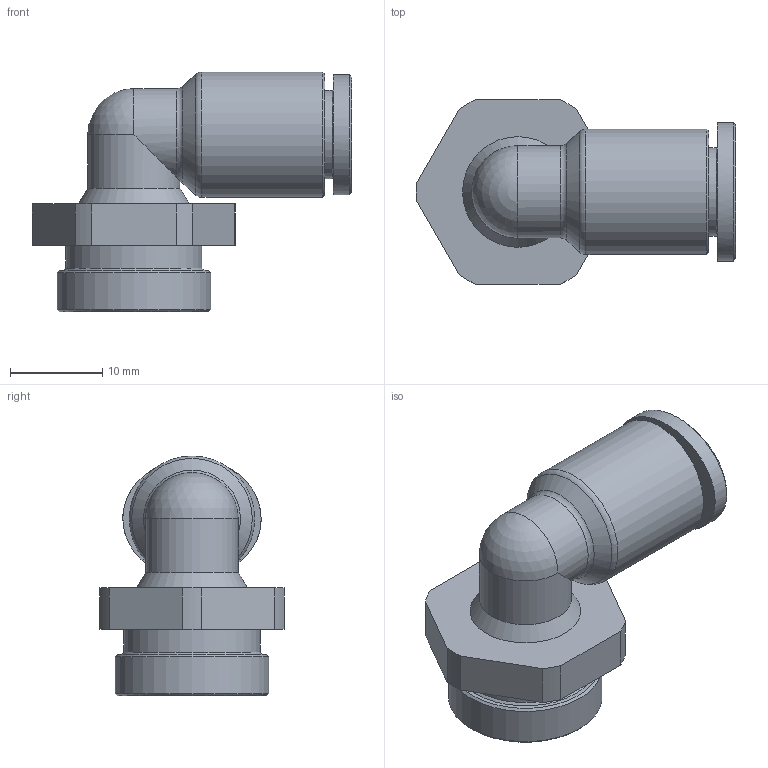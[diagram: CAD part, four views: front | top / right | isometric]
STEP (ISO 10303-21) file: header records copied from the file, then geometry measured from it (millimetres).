
FILE_DESCRIPTION(/* description */ ('Unknown'),/* implementation_level */ '2;1');
FILE_NAME(/* name */ 'P4G.08.3;8',/* time_stamp */ '2018-10-26T16:03:06-04:00',/* author */ ('Unknown'),/* organization */ ('Unknown'),/* preprocessor_version */ 'ST-DEVELOPER v16.7',/* originating_system */ 'DEX',/* authorisation */ $);
FILE_SCHEMA (('AUTOMOTIVE_DESIGN {1 0 10303 214 3 1 1}'));
Length unit declared in the file: millimetre
Products named in the file (1): P4G.08.3;8
Bounding box: 34.59 x 20 x 26.02 mm (x, y, z)
Volume: 4602.6 mm3; surface area: 3733 mm2
Topology: 1 solids, 1 shells, 413 faces, 1154 edges, 766 vertices
Faces by surface type: plane 349, cylinder 35, bspline 14, cone 12, torus 2, sphere 1
Full cylindrical faces by diameter (mm): 5.3 x1, 8.2 x1, 9.6 x1, 10 x1, 11 x1, 13.6 x1, 14.75 x1, 16.662 x1, 18.8 x1
Entity records: 16128 total; most frequent: CARTESIAN_POINT 2790, ORIENTED_EDGE 2238, DIRECTION 1959, EDGE_CURVE 1119, LINE 993, VECTOR 993, VERTEX_POINT 757, AXIS2_PLACEMENT_3D 483
